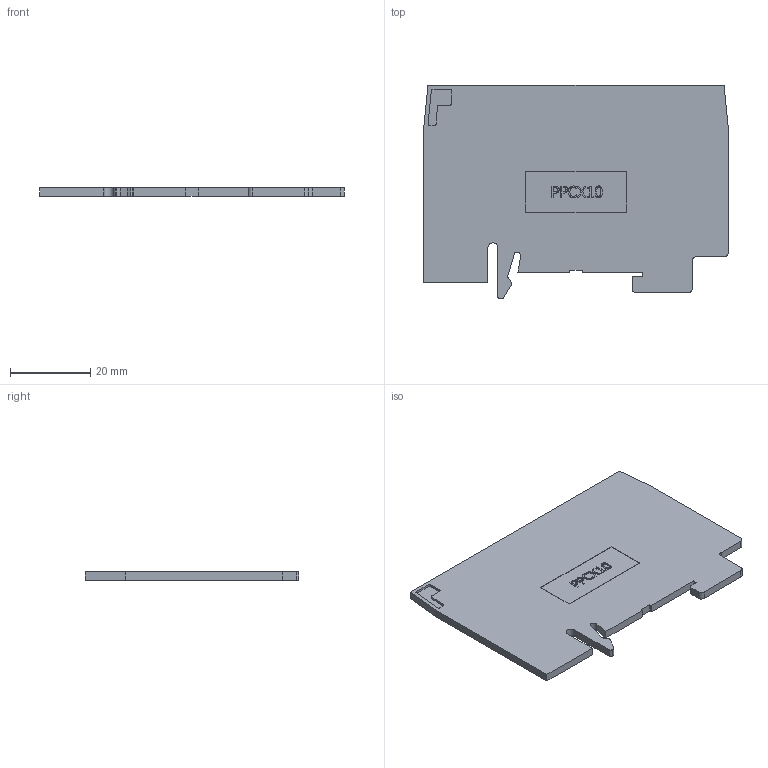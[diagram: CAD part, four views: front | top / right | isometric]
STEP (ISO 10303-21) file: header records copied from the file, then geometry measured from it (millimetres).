
FILE_DESCRIPTION(/* description */ (''),/* implementation_level */ '2;1');
FILE_NAME(/* name */ 'PPCX10.stp',/* time_stamp */ '2016-06-28T09:24:40-04:00',/* author */ ('CAD Station'),/* organization */ (''),/* preprocessor_version */ 'ST-DEVELOPER v16.1',/* originating_system */ 'Autodesk Inventor 2016',/* authorisation */ '');
FILE_SCHEMA (('AUTOMOTIVE_DESIGN { 1 0 10303 214 3 1 1 }'));
Length unit declared in the file: millimetre
Products named in the file (1): PPCX10
Bounding box: 76 x 53.4 x 2 mm (x, y, z)
Volume: 6273 mm3; surface area: 8211.4 mm2
Topology: 1 solids, 1 shells, 304 faces, 831 edges, 554 vertices
Faces by surface type: plane 174, cylinder 85, bspline 45
Entity records: 9879 total; most frequent: CARTESIAN_POINT 2275, ORIENTED_EDGE 1662, DIRECTION 1431, EDGE_CURVE 831, LINE 571, VECTOR 571, VERTEX_POINT 554, AXIS2_PLACEMENT_3D 430
